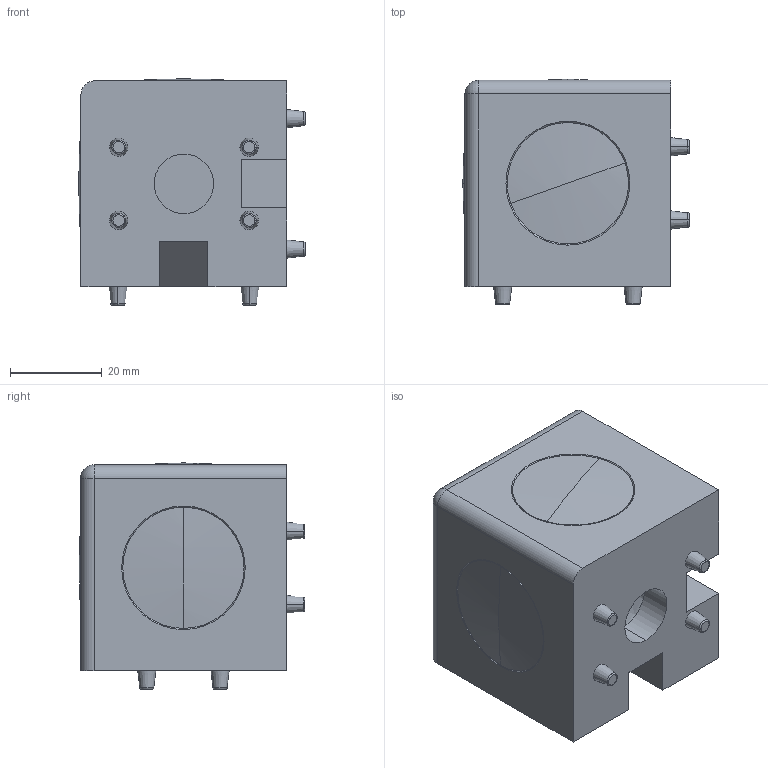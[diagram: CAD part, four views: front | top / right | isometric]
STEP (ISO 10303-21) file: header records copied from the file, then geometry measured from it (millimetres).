
FILE_DESCRIPTION((''),'2;1');
FILE_NAME('11149_KOTNIK_KOCKA_3D_45X45_ASM','2022-09-16T14:00:00',('PredragRovcanin'),('Audax d.o.o.'),'CREO PARAMETRIC BY PTC INC, 2020281','CREO PARAMETRIC BY PTC INC, 2020281','');
FILE_SCHEMA(('AUTOMOTIVE_DESIGN { 1 0 10303 214 1 1 1 1 }'));
Length unit declared in the file: millimetre
Products named in the file (3): 11149_KOTNIK_KOCKA_3D_45X45_A; 11149_KOTNIK_KOCKA_3D_45X45_B; 11149_KOTNIK_KOCKA_3D_45X45_ASM
Assembly tree (4 placements, depth 2):
  11149_KOTNIK_KOCKA_3D_45X45_ASM
    11149_KOTNIK_KOCKA_3D_45X45_A  x3
    11149_KOTNIK_KOCKA_3D_45X45_B
Bounding box: 49.45 x 49.25 x 49.42 mm (x, y, z)
Volume: 59841.2 mm3; surface area: 22034.5 mm2
Topology: 4 solids, 4 shells, 240 faces, 577 edges, 360 vertices
Faces by surface type: cone 90, torus 74, plane 36, cylinder 33, sphere 7
Entity records: 8626 total; most frequent: CARTESIAN_POINT 1189, DIRECTION 850, ORIENTED_EDGE 732, PRESENTATION_STYLE_ASSIGNMENT 528, AXIS2_PLACEMENT_3D 373, STYLED_ITEM 372, CURVE_STYLE 370, EDGE_CURVE 366
